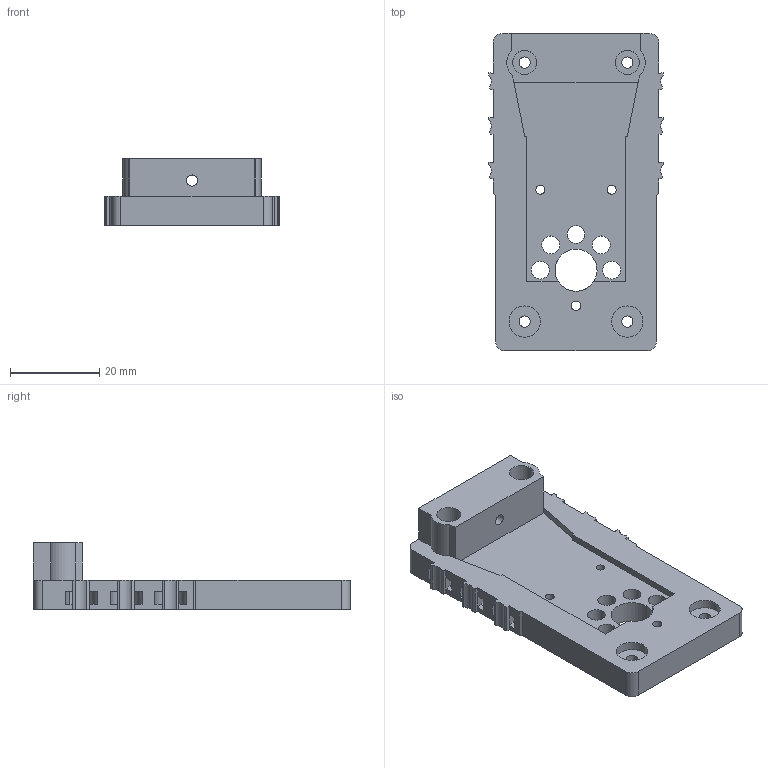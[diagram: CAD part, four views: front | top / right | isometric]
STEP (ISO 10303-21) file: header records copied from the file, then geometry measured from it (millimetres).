
FILE_DESCRIPTION(/* description */ (''),/* implementation_level */ '2;1');
FILE_NAME(/* name */ 'dragon_beard_hanger_v4.step',/* time_stamp */ '2023-01-15T12:00:23-08:00',/* author */ (''),/* organization */ (''),/* preprocessor_version */ 'ST-DEVELOPER v19.2',/* originating_system */ 'Autodesk Translation Framework v11.17.0.187',/* authorisation */ '');
FILE_SCHEMA (('AUTOMOTIVE_DESIGN { 1 0 10303 214 3 1 1 }'));
Length unit declared in the file: millimetre
Products named in the file (1): dragon_beard_hanger
Bounding box: 39.22 x 71 x 15 mm (x, y, z)
Volume: 15624.8 mm3; surface area: 9597.6 mm2
Topology: 1 solids, 1 shells, 170 faces, 495 edges, 328 vertices
Faces by surface type: plane 105, cylinder 39, bspline 26
Full cylindrical faces by diameter (mm): 2 x2, 2.1 x1, 2.5 x5, 4 x5, 5.4 x2, 6 x4, 7 x2, 9.434 x1
Entity records: 6669 total; most frequent: CARTESIAN_POINT 2146, ORIENTED_EDGE 990, DIRECTION 832, EDGE_CURVE 495, LINE 334, VECTOR 334, VERTEX_POINT 328, AXIS2_PLACEMENT_3D 249
